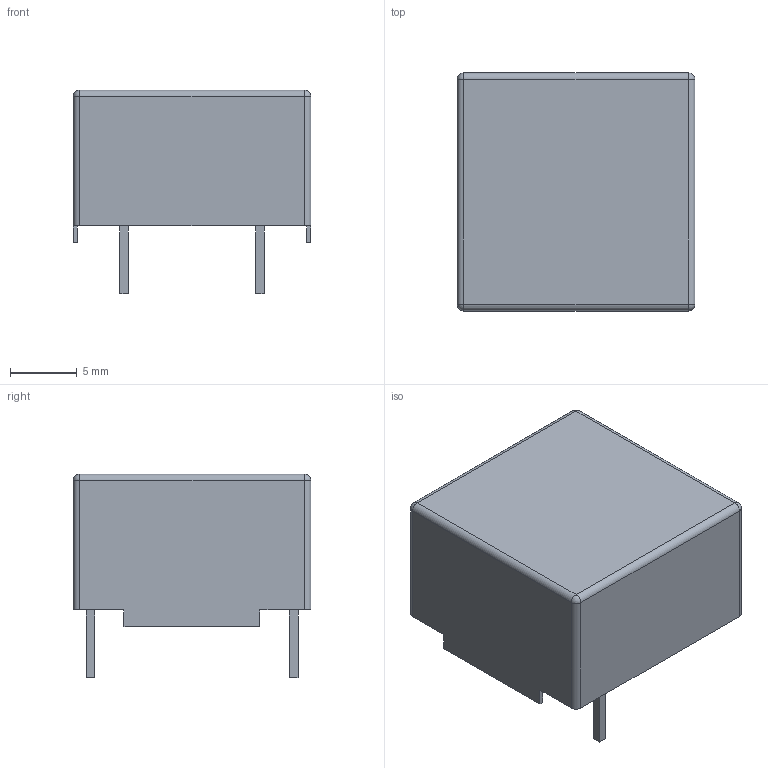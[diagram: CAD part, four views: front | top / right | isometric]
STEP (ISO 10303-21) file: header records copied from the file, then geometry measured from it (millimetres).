
FILE_DESCRIPTION(/* description */ ('Unknown'),/* implementation_level */ '2;1');
FILE_NAME(/* name */ 'HM15- 2',/* time_stamp */ '2021-11-19T16:38:45+08:00',/* author */ ('Unknown'),/* organization */ ('Unknown'),/* preprocessor_version */ 'ST-DEVELOPER v16.7',/* originating_system */ 'Solid Edge',/* authorisation */ 'Unknown');
FILE_SCHEMA (('AUTOMOTIVE_DESIGN {1 0 10303 214 3 1 1}'));
Length unit declared in the file: millimetre
Products named in the file (1): HM15- 2
Bounding box: 17.78 x 17.79 x 15.23 mm (x, y, z)
Volume: 3213.3 mm3; surface area: 1409.8 mm2
Topology: 1 solids, 1 shells, 49 faces, 124 edges, 76 vertices
Faces by surface type: plane 33, cylinder 12, sphere 4
Entity records: 1791 total; most frequent: CARTESIAN_POINT 246, DIRECTION 244, ORIENTED_EDGE 240, EDGE_CURVE 120, LINE 96, VECTOR 96, VERTEX_POINT 76, AXIS2_PLACEMENT_3D 74
